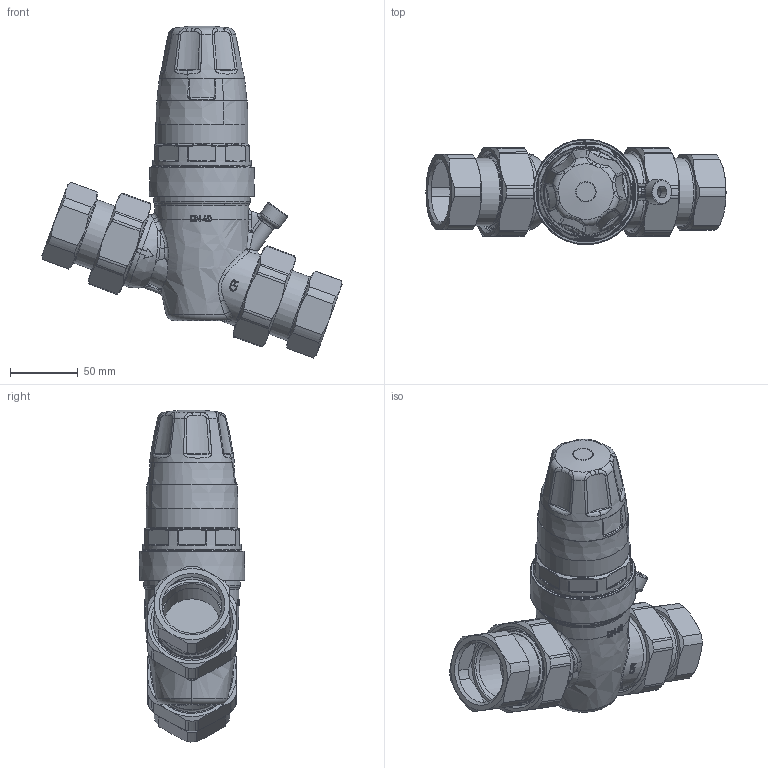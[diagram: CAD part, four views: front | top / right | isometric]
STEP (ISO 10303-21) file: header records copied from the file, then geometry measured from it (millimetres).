
FILE_DESCRIPTION(/* description */ (''),/* implementation_level */ '2;1');
FILE_NAME(/* name */ '535380HA_Simplify_1.stp',/* time_stamp */ '2025-08-20T09:37:15-05:00',/* author */ ('ischreiner'),/* organization */ (''),/* preprocessor_version */ 'ST-DEVELOPER v20',/* originating_system */ 'Autodesk Inventor 2025',/* authorisation */ '');
FILE_SCHEMA (('AUTOMOTIVE_DESIGN { 1 0 10303 214 3 1 1 }'));
Length unit declared in the file: inch
Products named in the file (1): 535380HA_Simplify_1
Bounding box: 222.13 x 77.97 x 245.73 mm (x, y, z)
Volume: 1022922.2 mm3; surface area: 124107.8 mm2
Topology: 5 solids, 5 shells, 853 faces, 2334 edges, 1503 vertices
Faces by surface type: bspline 274, cylinder 217, plane 167, cone 99, torus 73, sphere 23
Full cylindrical faces by diameter (mm): 7.95 x1, 13 x1, 14 x1, 17.996 x1, 43 x2, 50 x2, 54 x2, 56 x2, 57 x2, 57.2 x4, 59.4 x2, 60.4 x2, 68 x1, 73 x1, 73.986 x1
Entity records: 49724 total; most frequent: CARTESIAN_POINT 29538, ORIENTED_EDGE 4638, DIRECTION 3233, EDGE_CURVE 2319, VERTEX_POINT 1503, AXIS2_PLACEMENT_3D 1359, B_SPLINE_CURVE_WITH_KNOTS 927, EDGE_LOOP 888
